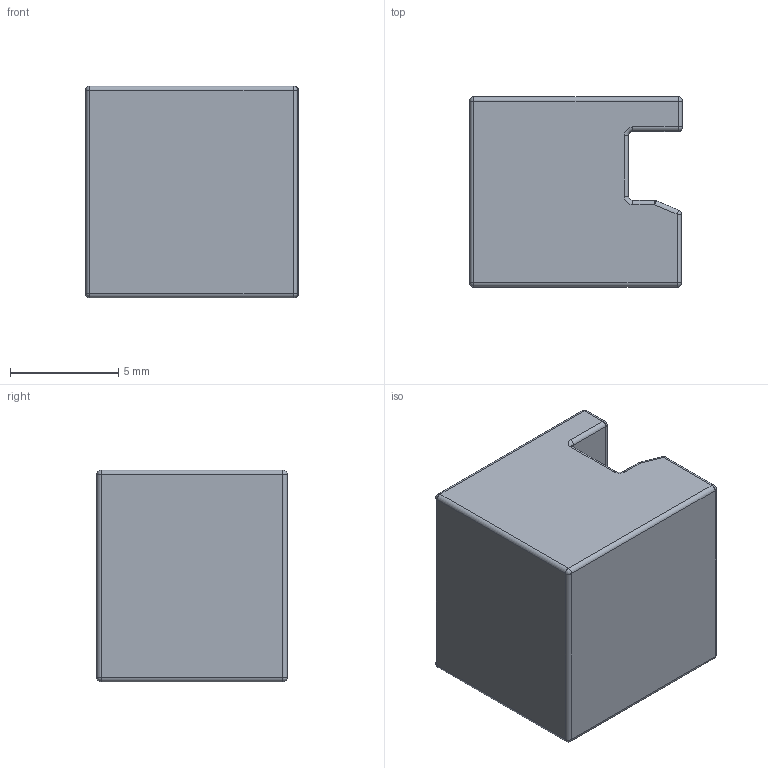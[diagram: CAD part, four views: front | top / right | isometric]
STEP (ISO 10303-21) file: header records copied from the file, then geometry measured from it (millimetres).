
FILE_DESCRIPTION(('Open CASCADE Model'),'2;1');
FILE_NAME('Open CASCADE Shape Model','2024-12-22T18:55:18',('Author'),( 'Open CASCADE'),'Open CASCADE STEP processor 7.7','Open CASCADE 7.7' ,'Unknown');
FILE_SCHEMA(('AUTOMOTIVE_DESIGN { 1 0 10303 214 1 1 1 1 }'));
Length unit declared in the file: millimetre
Products named in the file (1): COMPOUND
Bounding box: 9.85 x 8.8 x 9.8 mm (x, y, z)
Volume: 765.2 mm3; surface area: 552.6 mm2
Topology: 1 solids, 1 shells, 56 faces, 126 edges, 58 vertices
Faces by surface type: cylinder 27, sphere 14, plane 11, torus 4
Entity records: 2820 total; most frequent: CARTESIAN_POINT 547, DIRECTION 432, ORIENTED_EDGE 224, PCURVE 224, DEFINITIONAL_REPRESENTATION 224, LINE 202, VECTOR 202, AXIS2_PLACEMENT_3D 115
